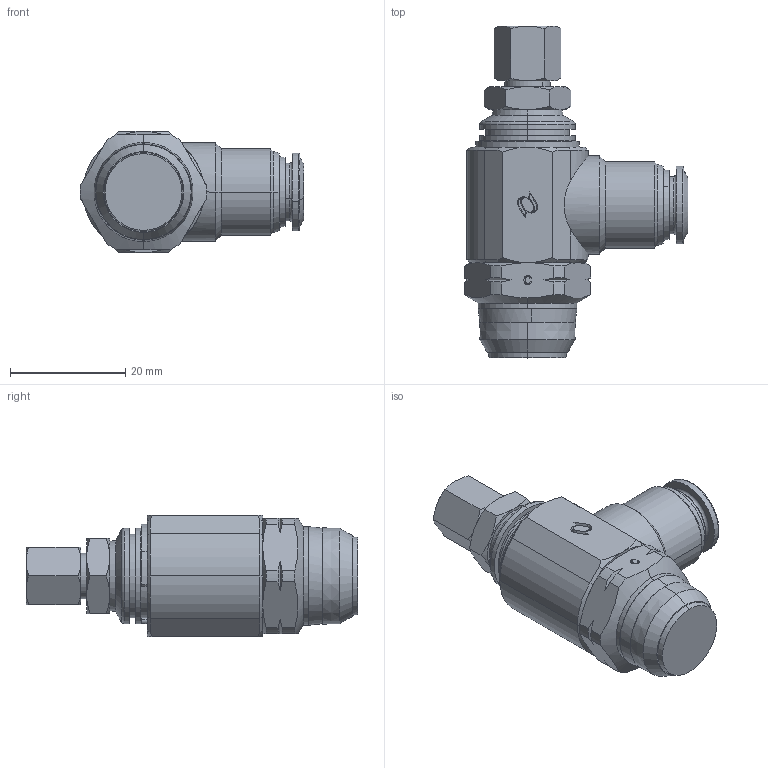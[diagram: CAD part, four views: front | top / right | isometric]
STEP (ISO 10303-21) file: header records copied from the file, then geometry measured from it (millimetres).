
FILE_DESCRIPTION (( 'STEP AP214' ), '1' );
FILE_NAME ('5790500016A.step', '2012-10-22T17:40:10', ( '' ), ( '' ), 'SwSTEP 2.0', 'SolidWorks 2012', '' );
FILE_SCHEMA (( 'AUTOMOTIVE_DESIGN' ));
Length unit declared in the file: millimetre
Products named in the file (1): 5790500016A
Bounding box: 38.79 x 57.5 x 21 mm (x, y, z)
Volume: 17066.5 mm3; surface area: 4992.4 mm2
Topology: 1 solids, 1 shells, 234 faces, 567 edges, 353 vertices
Faces by surface type: cone 96, plane 76, cylinder 46, torus 8, bspline 8
Entity records: 8945 total; most frequent: CARTESIAN_POINT 2487, ORIENTED_EDGE 1134, DIRECTION 1092, EDGE_CURVE 567, AXIS2_PLACEMENT_3D 444, VERTEX_POINT 353, EDGE_LOOP 252, FACE_OUTER_BOUND 234
